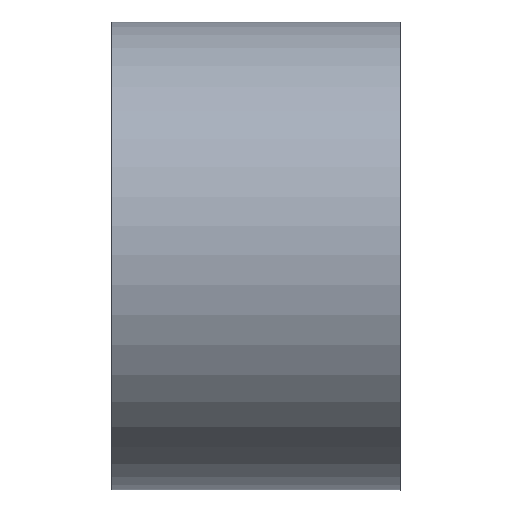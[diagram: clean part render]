
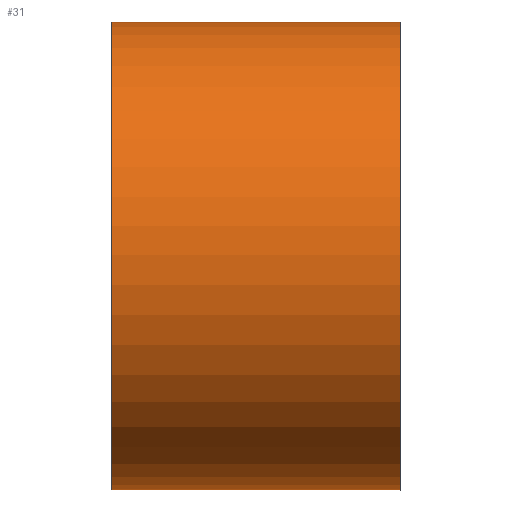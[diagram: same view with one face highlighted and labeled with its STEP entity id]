
A CAD part, left-side view. The second image highlights one B-rep face of the part: STEP entity #31.
In plain terms, the highlighted cylindrical face has radius 6.5 mm (diameter 13 mm), a partial arc.
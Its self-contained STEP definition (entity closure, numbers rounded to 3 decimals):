
#31=ADVANCED_FACE('',(#62),#483,.T.);
#62=FACE_OUTER_BOUND('',#96,.T.);
#96=EDGE_LOOP('',(#160,#161,#162,#163,#164,#165,#166));
#160=ORIENTED_EDGE('',*,*,#305,.T.);
#161=ORIENTED_EDGE('',*,*,#280,.T.);
#162=ORIENTED_EDGE('',*,*,#306,.T.);
#163=ORIENTED_EDGE('',*,*,#295,.F.);
#164=ORIENTED_EDGE('',*,*,#298,.F.);
#165=ORIENTED_EDGE('',*,*,#296,.T.);
#166=ORIENTED_EDGE('',*,*,#307,.F.);
#280=EDGE_CURVE('',#435,#450,#386,.T.);
#295=EDGE_CURVE('',#447,#448,#395,.T.);
#296=EDGE_CURVE('',#446,#433,#396,.T.);
#298=EDGE_CURVE('',#446,#447,#361,.T.);
#305=EDGE_CURVE('',#432,#435,#363,.T.);
#306=EDGE_CURVE('',#450,#448,#364,.T.);
#307=EDGE_CURVE('',#432,#433,#402,.T.);
#361=(
BOUNDED_CURVE()
B_SPLINE_CURVE(2,(#843,#844,#845,#846,#847,#848,#849,#850,#851),
 .UNSPECIFIED.,.F.,.F.)
B_SPLINE_CURVE_WITH_KNOTS((3,2,2,2,3),(4.121,10.21,
20.42,30.631,37.29),.UNSPECIFIED.)
CURVE()
GEOMETRIC_REPRESENTATION_ITEM()
RATIONAL_B_SPLINE_CURVE((1.,0.89,1.,0.707,1.,0.707,
1.,0.869,1.))
REPRESENTATION_ITEM('')
);
#363=(
BOUNDED_CURVE()
B_SPLINE_CURVE(2,(#865,#866,#867,#868,#869,#870,#871,#872,#873),
 .UNSPECIFIED.,.F.,.F.)
B_SPLINE_CURVE_WITH_KNOTS((3,2,2,2,3),(4.121,10.21,
20.42,30.631,37.436),.UNSPECIFIED.)
CURVE()
GEOMETRIC_REPRESENTATION_ITEM()
RATIONAL_B_SPLINE_CURVE((1.,0.89,1.,0.707,1.,0.707,
1.,0.863,1.))
REPRESENTATION_ITEM('')
);
#364=(
BOUNDED_CURVE()
B_SPLINE_CURVE(2,(#874,#875,#876),.UNSPECIFIED.,.F.,.F.)
B_SPLINE_CURVE_WITH_KNOTS((3,3),(-37.447,-37.29),
 .UNSPECIFIED.)
CURVE()
GEOMETRIC_REPRESENTATION_ITEM()
RATIONAL_B_SPLINE_CURVE((1.,1.,1.))
REPRESENTATION_ITEM('')
);
#386=B_SPLINE_CURVE_WITH_KNOTS('',1,(#777,#778),.UNSPECIFIED.,.F.,.F.,(2,
2),(0.,1.),.UNSPECIFIED.);
#395=B_SPLINE_CURVE_WITH_KNOTS('',1,(#836,#837),.UNSPECIFIED.,.F.,.F.,(2,
2),(-6.,0.),.UNSPECIFIED.);
#396=B_SPLINE_CURVE_WITH_KNOTS('',1,(#838,#839),.UNSPECIFIED.,.F.,.F.,(2,
2),(-6.,-2.),.UNSPECIFIED.);
#402=B_SPLINE_CURVE_WITH_KNOTS('',1,(#877,#878,#879),.UNSPECIFIED.,.F.,
 .F.,(2,1,2),(0.,1.,2.),.UNSPECIFIED.);
#432=VERTEX_POINT('',#724);
#433=VERTEX_POINT('',#725);
#435=VERTEX_POINT('',#727);
#446=VERTEX_POINT('',#738);
#447=VERTEX_POINT('',#739);
#448=VERTEX_POINT('',#740);
#450=VERTEX_POINT('',#742);
#483=CYLINDRICAL_SURFACE('',#601,6.5);
#601=AXIS2_PLACEMENT_3D('',#663,#632,$);
#632=DIRECTION('',(0.,-1.,0.));
#663=CARTESIAN_POINT('',(-48.5,147.,264.5));
#724=CARTESIAN_POINT('',(-43.023,151.,268.));
#725=CARTESIAN_POINT('',(-43.023,147.,268.));
#727=CARTESIAN_POINT('',(-43.023,151.,261.));
#738=CARTESIAN_POINT('',(-43.023,143.,268.));
#739=CARTESIAN_POINT('',(-43.106,143.,260.873));
#740=CARTESIAN_POINT('',(-43.106,149.,260.873));
#742=CARTESIAN_POINT('',(-43.023,149.,261.));
#777=CARTESIAN_POINT('',(-43.023,151.,261.));
#778=CARTESIAN_POINT('',(-43.023,149.,261.));
#836=CARTESIAN_POINT('',(-43.106,143.,260.873));
#837=CARTESIAN_POINT('',(-43.106,149.,260.873));
#838=CARTESIAN_POINT('',(-43.023,143.,268.));
#839=CARTESIAN_POINT('',(-43.023,147.,268.));
#843=CARTESIAN_POINT('',(-43.023,143.,268.));
#844=CARTESIAN_POINT('',(-44.811,143.,270.799));
#845=CARTESIAN_POINT('',(-48.127,143.,270.989));
#846=CARTESIAN_POINT('',(-54.616,143.,271.363));
#847=CARTESIAN_POINT('',(-54.989,143.,264.873));
#848=CARTESIAN_POINT('',(-55.363,143.,258.384));
#849=CARTESIAN_POINT('',(-48.873,143.,258.011));
#850=CARTESIAN_POINT('',(-45.174,143.,257.798));
#851=CARTESIAN_POINT('',(-43.106,143.,260.873));
#865=CARTESIAN_POINT('',(-43.023,151.,268.));
#866=CARTESIAN_POINT('',(-44.811,151.,270.799));
#867=CARTESIAN_POINT('',(-48.127,151.,270.989));
#868=CARTESIAN_POINT('',(-54.616,151.,271.363));
#869=CARTESIAN_POINT('',(-54.989,151.,264.873));
#870=CARTESIAN_POINT('',(-55.363,151.,258.384));
#871=CARTESIAN_POINT('',(-48.873,151.,258.011));
#872=CARTESIAN_POINT('',(-45.073,151.,257.792));
#873=CARTESIAN_POINT('',(-43.023,151.,261.));
#874=CARTESIAN_POINT('',(-43.023,149.,261.));
#875=CARTESIAN_POINT('',(-43.064,149.,260.936));
#876=CARTESIAN_POINT('',(-43.106,149.,260.873));
#877=CARTESIAN_POINT('',(-43.023,151.,268.));
#878=CARTESIAN_POINT('',(-43.023,149.,268.));
#879=CARTESIAN_POINT('',(-43.023,147.,268.));
